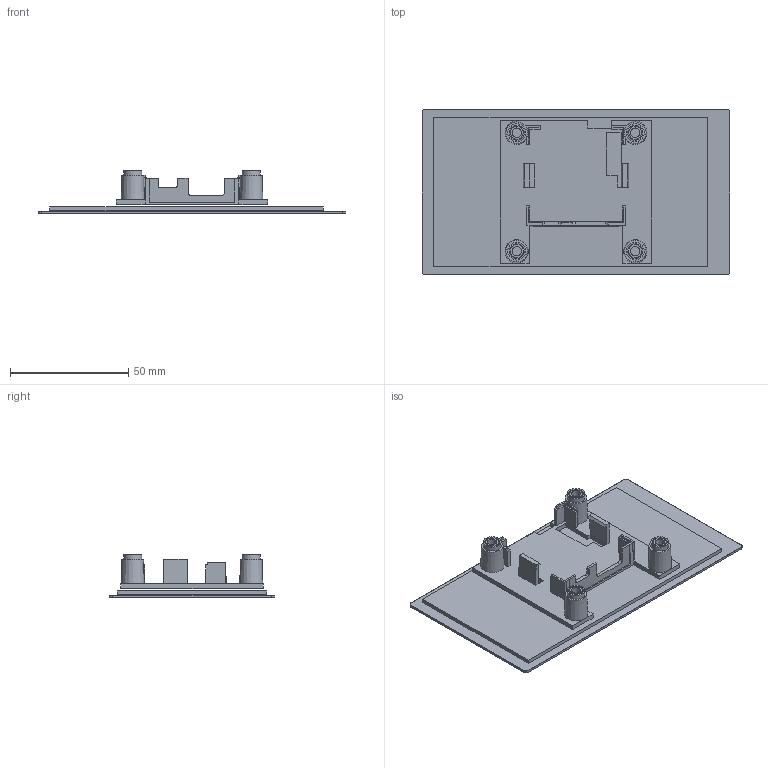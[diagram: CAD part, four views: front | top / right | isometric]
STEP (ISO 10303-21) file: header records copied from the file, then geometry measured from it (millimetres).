
FILE_DESCRIPTION(('FreeCAD Model'),'2;1');
FILE_NAME('Manga-Screen-2-Small.step','2017-12-29T02:31:33',('Author'),(''), 'Open CASCADE STEP processor 6.8','FreeCAD','Unknown');
FILE_SCHEMA(('AUTOMOTIVE_DESIGN_CC2 { 1 2 10303 214 -1 1 5 4 }'));
Length unit declared in the file: millimetre
Products named in the file (7): ASSEMBLY; LCD-TFT; AA; Lens; Ink; Inserts; Fusion007
Assembly tree (6 placements, depth 2):
  ASSEMBLY
    LCD-TFT
    AA
    Lens
    Ink
    Inserts
    Fusion007
Bounding box: 130 x 70 x 18.11 mm (x, y, z)
Volume: 29564.8 mm3; surface area: 63713.9 mm2
Topology: 9 solids, 9 shells, 230 faces, 538 edges, 356 vertices
Faces by surface type: plane 170, cylinder 48, cone 12
Full cylindrical faces by diameter (mm): 4 x4, 5.337 x4, 5.537 x12, 6.32 x8, 7.537 x4, 8.2 x4
Entity records: 13934 total; most frequent: CARTESIAN_POINT 2704, DIRECTION 2073, LINE 1263, VECTOR 1263, ORIENTED_EDGE 1076, PCURVE 1076, DEFINITIONAL_REPRESENTATION 1076, EDGE_CURVE 538
